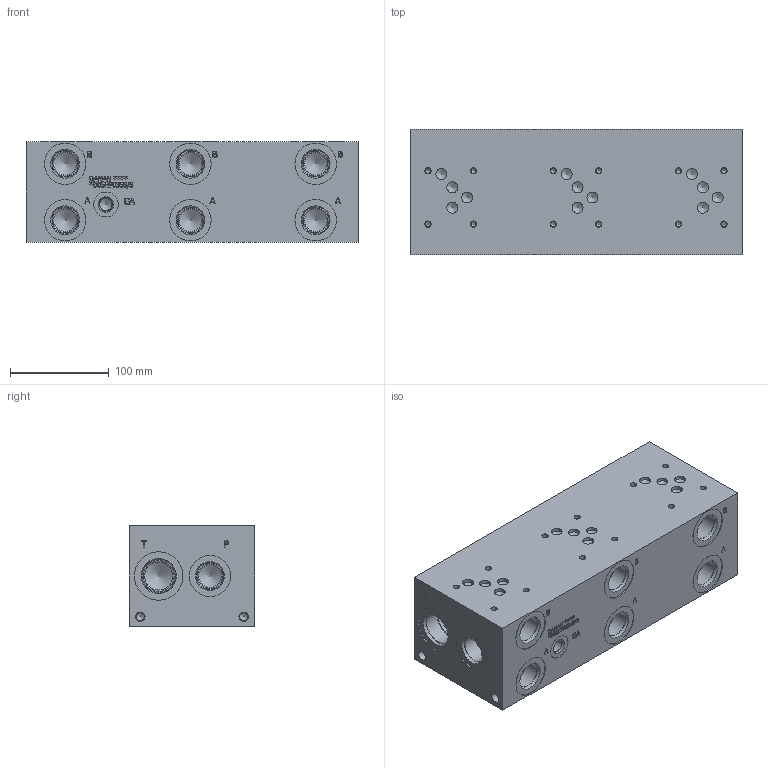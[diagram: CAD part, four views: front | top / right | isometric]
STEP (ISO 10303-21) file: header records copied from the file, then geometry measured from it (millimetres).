
FILE_DESCRIPTION(/* description */ (''),/* implementation_level */ '2;1');
FILE_NAME(/* name */ '_D05HP035S~S.stp',/* time_stamp */ '2020-03-10T16:20:31-04:00',/* author */ ('devonn'),/* organization */ (''),/* preprocessor_version */ 'ST-DEVELOPER v17',/* originating_system */ 'Autodesk Inventor 2019',/* authorisation */ '');
FILE_SCHEMA (('AUTOMOTIVE_DESIGN { 1 0 10303 214 3 1 1 }'));
Length unit declared in the file: millimetre
Products named in the file (1): Part_AD05HP035S~S_3D
Bounding box: 336.55 x 127 x 101.6 mm (x, y, z)
Volume: 4084679.9 mm3; surface area: 223324.1 mm2
Topology: 1 solids, 1 shells, 795 faces, 2171 edges, 1472 vertices
Faces by surface type: plane 414, bspline 197, cylinder 107, cone 77
Full cylindrical faces by diameter (mm): 5.105 x12, 6.35 x12, 7.925 x4, 9.525 x4, 11.113 x2, 11.125 x10, 12.294 x1, 12.9 x1, 14.275 x1, 14.529 x1, 17.475 x1, 22.225 x1, 23.012 x8, 23.698 x1, 24.917 x8, 25.019 x1, 25.4 x1, 26.187 x1, 26.99 x2, 27 x6, 27.381 x1, 27.432 x8, 28.575 x2, 31.267 x2, 33.325 x1, 33.34 x1, 33.35 x1, 33.757 x2, 35.509 x1, 42.037 x8
Entity records: 26665 total; most frequent: CARTESIAN_POINT 6960, ORIENTED_EDGE 4262, DIRECTION 3337, EDGE_CURVE 2131, VERTEX_POINT 1472, LINE 1335, VECTOR 1335, AXIS2_PLACEMENT_3D 1001
